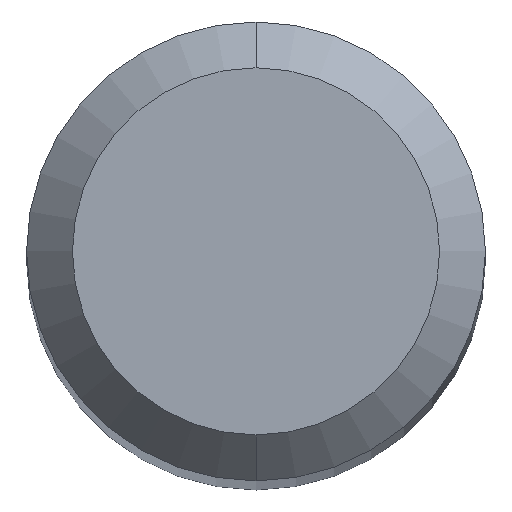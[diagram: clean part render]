
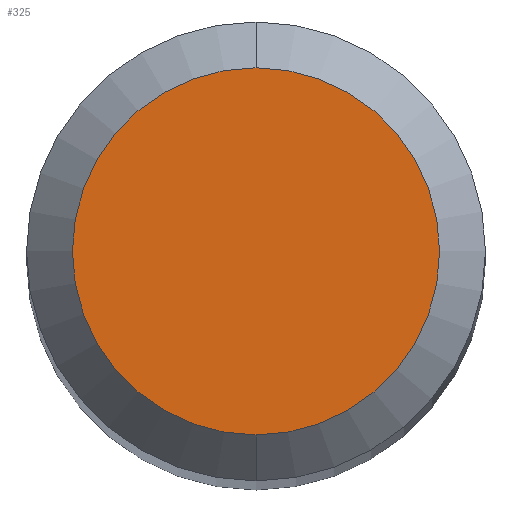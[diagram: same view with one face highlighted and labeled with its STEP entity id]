
A CAD part, top view. The second image highlights one B-rep face of the part: STEP entity #325.
In plain terms, the highlighted planar face has unit normal (0, 0, 1).
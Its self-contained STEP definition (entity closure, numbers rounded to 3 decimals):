
#181=VERTEX_POINT('',#488);
#285=VERTEX_POINT('',#601);
#325=ADVANCED_FACE('',(#647),#648,.T.);
#375=EDGE_CURVE('',#285,#181,#702,.T.);
#421=EDGE_CURVE('',#181,#285,#754,.T.);
#488=CARTESIAN_POINT('',(0.0,1.2,0.0));
#601=CARTESIAN_POINT('',(0.,-1.2,0.0));
#647=FACE_OUTER_BOUND('',#1145,.T.);
#648=PLANE('',#1146);
#702=CIRCLE('',#1251,1.2);
#754=CIRCLE('',#1345,1.2);
#1145=EDGE_LOOP('',(#1631,#1632));
#1146=AXIS2_PLACEMENT_3D('',#1633,#1634,#1635);
#1251=AXIS2_PLACEMENT_3D('',#1679,#1680,#1681);
#1345=AXIS2_PLACEMENT_3D('',#1758,#1759,#1760);
#1631=ORIENTED_EDGE('',*,*,#421,.F.);
#1632=ORIENTED_EDGE('',*,*,#375,.F.);
#1633=CARTESIAN_POINT('',(0.0,0.6,0.0));
#1634=DIRECTION('',(-0.0,0.0,1.0));
#1635=DIRECTION('',(0.0,-1.0,0.0));
#1679=CARTESIAN_POINT('',(0.0,0.0,0.0));
#1680=DIRECTION('',(0.0,0.0,-1.0));
#1681=DIRECTION('',(0.0,1.0,0.0));
#1758=CARTESIAN_POINT('',(0.0,0.0,0.0));
#1759=DIRECTION('',(0.0,0.0,-1.0));
#1760=DIRECTION('',(0.0,1.0,0.0));
